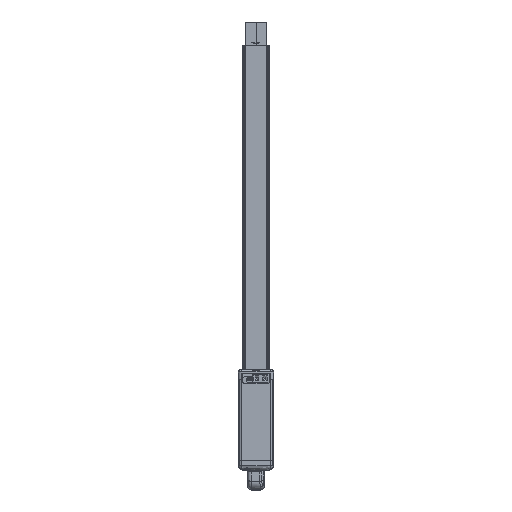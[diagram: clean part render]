
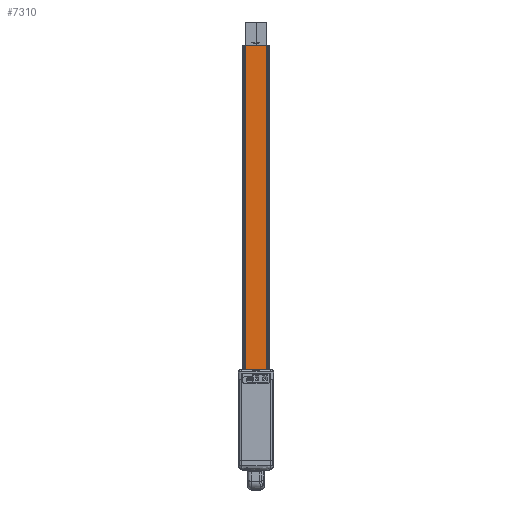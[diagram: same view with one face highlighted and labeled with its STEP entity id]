
A CAD part, top view. The second image highlights one B-rep face of the part: STEP entity #7310.
In plain terms, the highlighted free-form (B-spline) face has degree [1, 1] with [2, 2] control points.
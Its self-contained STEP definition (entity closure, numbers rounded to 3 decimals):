
#6980 = VERTEX_POINT('',#6981);
#6981 = CARTESIAN_POINT('',(11.56,170.939,
    -448.442));
#6987 = EDGE_CURVE('',#6988,#6980,#6990,.T.);
#6988 = VERTEX_POINT('',#6989);
#6989 = CARTESIAN_POINT('',(1.95,170.939,
    -448.442));
#6990 = B_SPLINE_CURVE_WITH_KNOTS('',1,(#6991,#6992),.UNSPECIFIED.,.F.,
  .F.,(2,2),(0.,7.55),.PIECEWISE_BEZIER_KNOTS.);
#6991 = CARTESIAN_POINT('',(1.95,170.939,
    -448.442));
#6992 = CARTESIAN_POINT('',(11.56,170.939,
    -448.442));
#7291 = EDGE_CURVE('',#6980,#7292,#7294,.T.);
#7292 = VERTEX_POINT('',#7293);
#7293 = CARTESIAN_POINT('',(11.56,30.929,
    -448.442));
#7294 = B_SPLINE_CURVE_WITH_KNOTS('',1,(#7295,#7296),.UNSPECIFIED.,.F.,
  .F.,(2,2),(0.,110.),.PIECEWISE_BEZIER_KNOTS.);
#7295 = CARTESIAN_POINT('',(11.56,170.939,
    -448.442));
#7296 = CARTESIAN_POINT('',(11.56,30.929,
    -448.442));
#7310 = ADVANCED_FACE('',(#7311),#7327,.T.);
#7311 = FACE_BOUND('',#7312,.F.);
#7312 = EDGE_LOOP('',(#7313,#7320,#7321,#7322));
#7313 = ORIENTED_EDGE('',*,*,#7314,.F.);
#7314 = EDGE_CURVE('',#6988,#7315,#7317,.T.);
#7315 = VERTEX_POINT('',#7316);
#7316 = CARTESIAN_POINT('',(1.95,30.929,-448.442
    ));
#7317 = B_SPLINE_CURVE_WITH_KNOTS('',1,(#7318,#7319),.UNSPECIFIED.,.F.,
  .F.,(2,2),(0.,110.),.PIECEWISE_BEZIER_KNOTS.);
#7318 = CARTESIAN_POINT('',(1.95,170.939,
    -448.442));
#7319 = CARTESIAN_POINT('',(1.95,30.929,-448.442
    ));
#7320 = ORIENTED_EDGE('',*,*,#6987,.T.);
#7321 = ORIENTED_EDGE('',*,*,#7291,.T.);
#7322 = ORIENTED_EDGE('',*,*,#7323,.T.);
#7323 = EDGE_CURVE('',#7292,#7315,#7324,.T.);
#7324 = B_SPLINE_CURVE_WITH_KNOTS('',1,(#7325,#7326),.UNSPECIFIED.,.F.,
  .F.,(2,2),(0.,7.55),.PIECEWISE_BEZIER_KNOTS.);
#7325 = CARTESIAN_POINT('',(11.56,30.929,
    -448.442));
#7326 = CARTESIAN_POINT('',(1.95,30.929,-448.442
    ));
#7327 = B_SPLINE_SURFACE_WITH_KNOTS('',1,1,(
    (#7328,#7329)
    ,(#7330,#7331
    )),.UNSPECIFIED.,.F.,.F.,.F.,(2,2),(2,2),(0.25,7.8),(0.,
    110.),.PIECEWISE_BEZIER_KNOTS.);
#7328 = CARTESIAN_POINT('',(1.95,30.929,-448.442
    ));
#7329 = CARTESIAN_POINT('',(1.95,170.939,
    -448.442));
#7330 = CARTESIAN_POINT('',(11.56,30.929,
    -448.442));
#7331 = CARTESIAN_POINT('',(11.56,170.939,
    -448.442));
